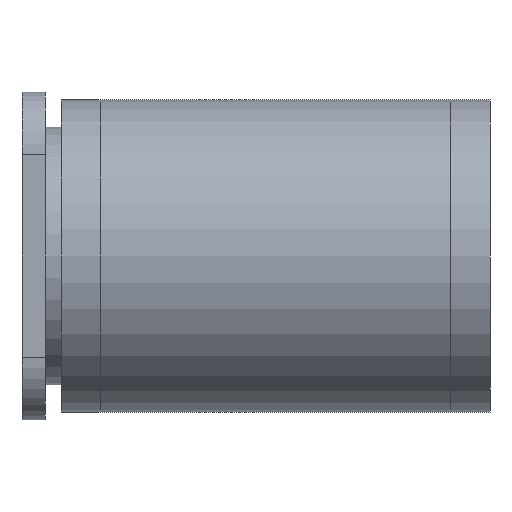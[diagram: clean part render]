
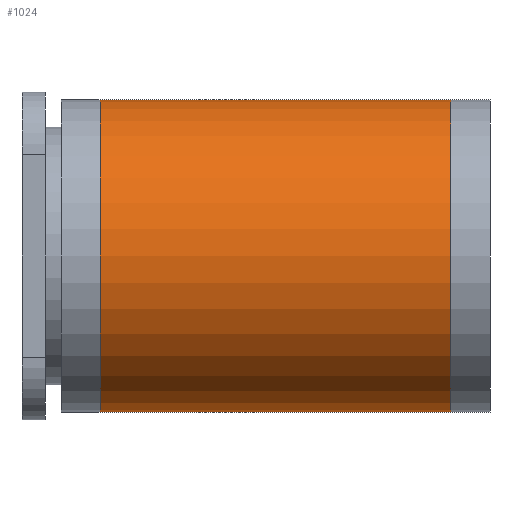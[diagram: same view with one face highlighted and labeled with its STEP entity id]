
A CAD part, left-side view. The second image highlights one B-rep face of the part: STEP entity #1024.
In plain terms, the highlighted cylindrical face has radius 20 mm (diameter 40 mm), a partial arc.
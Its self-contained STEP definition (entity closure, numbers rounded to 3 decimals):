
#10 = CARTESIAN_POINT ( 'NONE',  ( 0., 45., 0. ) ) ;
#80 = CARTESIAN_POINT ( 'NONE',  ( 0., 45., 20. ) ) ;
#95 = DIRECTION ( 'NONE',  ( 0., -1., 0. ) ) ;
#111 = CIRCLE ( 'NONE', #557, 20. ) ;
#112 = CARTESIAN_POINT ( 'NONE',  ( 0., 0., 0. ) ) ;
#149 = EDGE_CURVE ( 'NONE', #532, #1031, #624, .T. ) ;
#156 = DIRECTION ( 'NONE',  ( 0., -1., 0. ) ) ;
#181 = AXIS2_PLACEMENT_3D ( 'NONE', #10, #95, #1227 ) ;
#195 = CYLINDRICAL_SURFACE ( 'NONE', #181, 20. ) ;
#260 = ORIENTED_EDGE ( 'NONE', *, *, #447, .T. ) ;
#275 = VERTEX_POINT ( 'NONE', #80 ) ;
#329 = VECTOR ( 'NONE', #156, 1000. ) ;
#349 = EDGE_LOOP ( 'NONE', ( #459, #477, #365, #260 ) ) ;
#365 = ORIENTED_EDGE ( 'NONE', *, *, #149, .T. ) ;
#381 = EDGE_CURVE ( 'NONE', #275, #740, #948, .T. ) ;
#430 = DIRECTION ( 'NONE',  ( 0., 1., 0. ) ) ;
#438 = CARTESIAN_POINT ( 'NONE',  ( 0., 45., 0. ) ) ;
#447 = EDGE_CURVE ( 'NONE', #1031, #740, #986, .T. ) ;
#452 = VECTOR ( 'NONE', #807, 1000. ) ;
#459 = ORIENTED_EDGE ( 'NONE', *, *, #381, .F. ) ;
#477 = ORIENTED_EDGE ( 'NONE', *, *, #1230, .F. ) ;
#532 = VERTEX_POINT ( 'NONE', #861 ) ;
#557 = AXIS2_PLACEMENT_3D ( 'NONE', #438, #430, #1219 ) ;
#581 = DIRECTION ( 'NONE',  ( 0., 0., 1. ) ) ;
#624 = LINE ( 'NONE', #903, #452 ) ;
#628 = CARTESIAN_POINT ( 'NONE',  ( 0., 0., 20. ) ) ;
#740 = VERTEX_POINT ( 'NONE', #628 ) ;
#807 = DIRECTION ( 'NONE',  ( 0., -1., 0. ) ) ;
#861 = CARTESIAN_POINT ( 'NONE',  ( 0., 45., -20. ) ) ;
#864 = CARTESIAN_POINT ( 'NONE',  ( 0., 0., -20. ) ) ;
#903 = CARTESIAN_POINT ( 'NONE',  ( 0., 45., -20. ) ) ;
#948 = LINE ( 'NONE', #1117, #329 ) ;
#965 = FACE_OUTER_BOUND ( 'NONE', #349, .T. ) ;
#986 = CIRCLE ( 'NONE', #1235, 20. ) ;
#1024 = ADVANCED_FACE ( 'NONE', ( #965 ), #195, .T. ) ;
#1031 = VERTEX_POINT ( 'NONE', #864 ) ;
#1117 = CARTESIAN_POINT ( 'NONE',  ( 0., 45., 20. ) ) ;
#1219 = DIRECTION ( 'NONE',  ( 0., 0., 1. ) ) ;
#1227 = DIRECTION ( 'NONE',  ( 0., 0., -1. ) ) ;
#1230 = EDGE_CURVE ( 'NONE', #532, #275, #111, .T. ) ;
#1235 = AXIS2_PLACEMENT_3D ( 'NONE', #112, #1247, #581 ) ;
#1247 = DIRECTION ( 'NONE',  ( 0., 1., 0. ) ) ;
